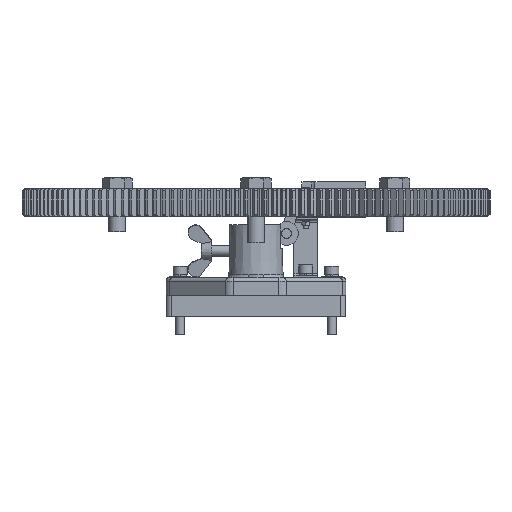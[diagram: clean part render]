
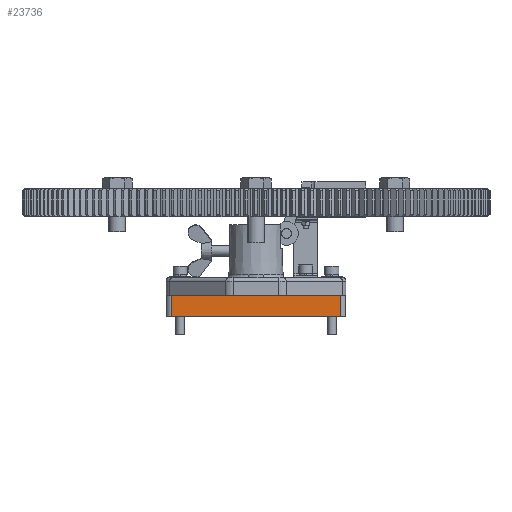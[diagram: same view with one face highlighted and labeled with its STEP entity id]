
A CAD part, front view. The second image highlights one B-rep face of the part: STEP entity #23736.
In plain terms, the highlighted planar face has unit normal (0, -1, 0).
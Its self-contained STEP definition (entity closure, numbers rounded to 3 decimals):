
#1506 = CARTESIAN_POINT ( 'NONE',  ( -83., 265., -72.5 ) ) ;
#2521 = VERTEX_POINT ( 'NONE', #36587 ) ;
#2995 = VECTOR ( 'NONE', #38818, 1000. ) ;
#3185 = ORIENTED_EDGE ( 'NONE', *, *, #21460, .T. ) ;
#5244 = VECTOR ( 'NONE', #40120, 1000. ) ;
#5413 = ORIENTED_EDGE ( 'NONE', *, *, #32446, .T. ) ;
#7484 = ORIENTED_EDGE ( 'NONE', *, *, #13193, .F. ) ;
#7925 = EDGE_LOOP ( 'NONE', ( #13831, #5413, #7484, #3185 ) ) ;
#7969 = DIRECTION ( 'NONE',  ( 0., 0., 1. ) ) ;
#11767 = PLANE ( 'NONE',  #37228 ) ;
#12064 = LINE ( 'NONE', #20494, #17299 ) ;
#13193 = EDGE_CURVE ( 'NONE', #44473, #44285, #29150, .T. ) ;
#13831 = ORIENTED_EDGE ( 'NONE', *, *, #16876, .T. ) ;
#15586 = FACE_OUTER_BOUND ( 'NONE', #7925, .T. ) ;
#15748 = CARTESIAN_POINT ( 'NONE',  ( -78., 265., -72.5 ) ) ;
#16876 = EDGE_CURVE ( 'NONE', #2521, #19406, #45722, .T. ) ;
#17299 = VECTOR ( 'NONE', #31629, 1000. ) ;
#18128 = CARTESIAN_POINT ( 'NONE',  ( 78., 265., -72.5 ) ) ;
#19406 = VERTEX_POINT ( 'NONE', #44415 ) ;
#20112 = DIRECTION ( 'NONE',  ( 0., 0., -1. ) ) ;
#20494 = CARTESIAN_POINT ( 'NONE',  ( 78., 265., -72.5 ) ) ;
#21460 = EDGE_CURVE ( 'NONE', #44473, #2521, #31749, .T. ) ;
#21955 = VECTOR ( 'NONE', #20112, 1000. ) ;
#23736 = ADVANCED_FACE ( 'NONE', ( #15586 ), #11767, .F. ) ;
#26392 = CARTESIAN_POINT ( 'NONE',  ( -83., 265., -92.5 ) ) ;
#27273 = CARTESIAN_POINT ( 'NONE',  ( -83., 265., -72.5 ) ) ;
#29150 = LINE ( 'NONE', #1506, #5244 ) ;
#31629 = DIRECTION ( 'NONE',  ( 0., 0., 1. ) ) ;
#31749 = LINE ( 'NONE', #15748, #21955 ) ;
#32446 = EDGE_CURVE ( 'NONE', #19406, #44285, #12064, .T. ) ;
#36587 = CARTESIAN_POINT ( 'NONE',  ( -78., 265., -92.5 ) ) ;
#37228 = AXIS2_PLACEMENT_3D ( 'NONE', #27273, #42790, #7969 ) ;
#38818 = DIRECTION ( 'NONE',  ( 1., 0., 0. ) ) ;
#40120 = DIRECTION ( 'NONE',  ( 1., 0., 0. ) ) ;
#42790 = DIRECTION ( 'NONE',  ( 0., 1., 0. ) ) ;
#44285 = VERTEX_POINT ( 'NONE', #18128 ) ;
#44415 = CARTESIAN_POINT ( 'NONE',  ( 78., 265., -92.5 ) ) ;
#44473 = VERTEX_POINT ( 'NONE', #46974 ) ;
#45722 = LINE ( 'NONE', #26392, #2995 ) ;
#46974 = CARTESIAN_POINT ( 'NONE',  ( -78., 265., -72.5 ) ) ;
